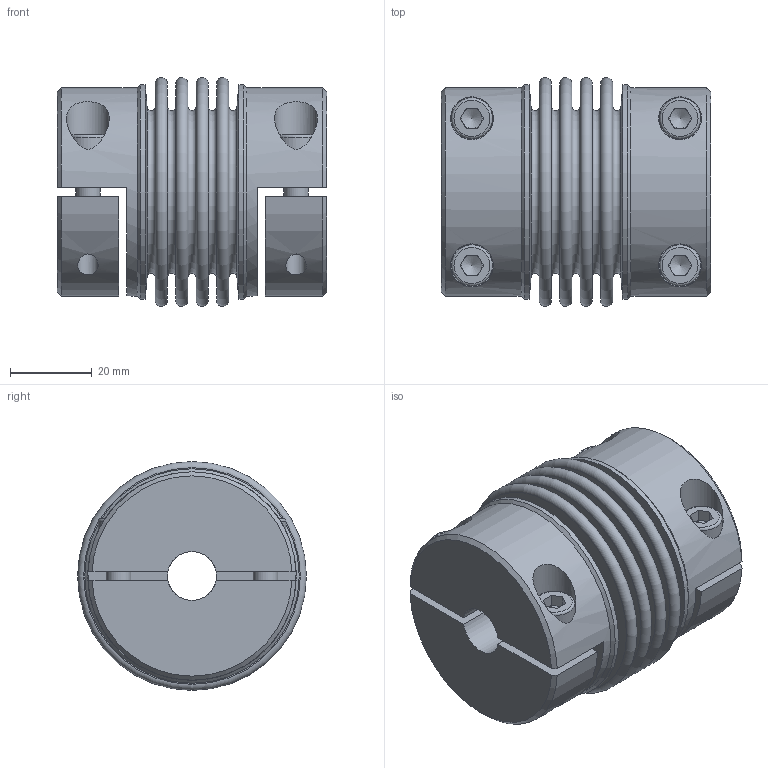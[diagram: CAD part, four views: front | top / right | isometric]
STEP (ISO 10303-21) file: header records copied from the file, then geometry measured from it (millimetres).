
FILE_DESCRIPTION( ( 'Unknown' ), '1' );
FILE_NAME( 'KGH 40 L=66.stp', 'Unknown', ( 'Unknown' ), ( 'Unknown' ), 'PSStep 10.1', 'Unknown', ' ' );
FILE_SCHEMA( ( 'AUTOMOTIVE_DESIGN { 1 0 10303 214 1 1 1 1 }' ) );
Length unit declared in the file: millimetre
Products named in the file (1): KT101732
Bounding box: 65.95 x 56 x 56 mm (x, y, z)
Volume: 79409 mm3; surface area: 51817.3 mm2
Topology: 1 solids, 1 shells, 166 faces, 366 edges, 238 vertices
Faces by surface type: plane 98, cylinder 32, torus 22, cone 14
Full cylindrical faces by diameter (mm): 5 x4, 6 x4, 6.4 x4, 10 x4, 10.5 x4, 12 x2, 51 x2, 51.5 x2, 52.5 x2
Entity records: 5864 total; most frequent: CARTESIAN_POINT 1187, DIRECTION 726, ORIENTED_EDGE 544, AXIS2_PLACEMENT_3D 295, EDGE_CURVE 272, EDGE_LOOP 268, FACE_OUTER_BOUND 216, VERTEX_POINT 208
